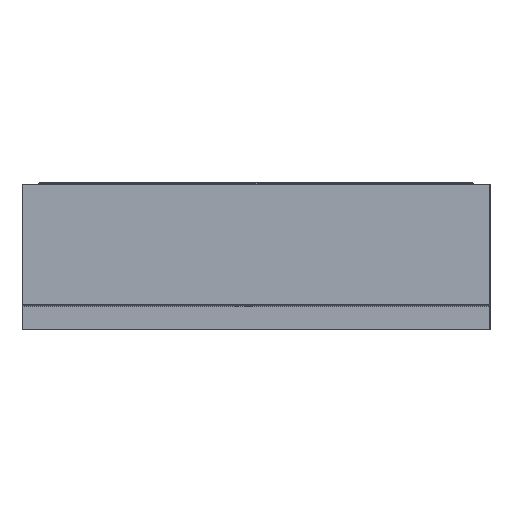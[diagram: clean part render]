
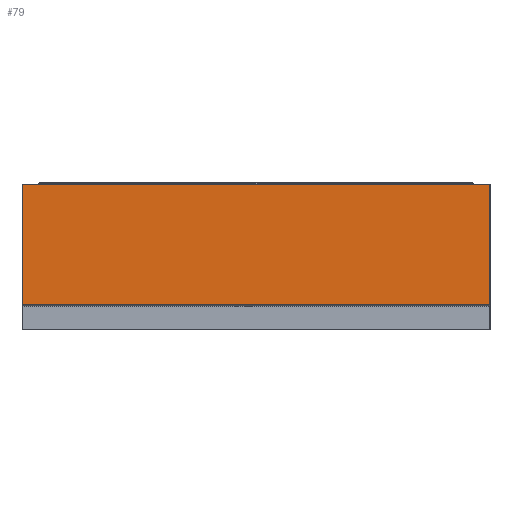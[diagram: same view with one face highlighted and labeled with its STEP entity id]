
A CAD part, top view. The second image highlights one B-rep face of the part: STEP entity #79.
In plain terms, the highlighted planar face has unit normal (0, 0, 1).
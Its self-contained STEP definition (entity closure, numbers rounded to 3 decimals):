
#53 = CARTESIAN_POINT ( 'NONE',  ( -849.5, 438.634, 7.75 ) ) ;
#79 = ADVANCED_FACE ( 'NONE', ( #865 ), #1196, .T. ) ;
#103 = VERTEX_POINT ( 'NONE', #1407 ) ;
#113 = VECTOR ( 'NONE', #1083, 1000. ) ;
#267 = VECTOR ( 'NONE', #341, 1000. ) ;
#280 = VERTEX_POINT ( 'NONE', #53 ) ;
#319 = VECTOR ( 'NONE', #1246, 1000. ) ;
#341 = DIRECTION ( 'NONE',  ( -1., 0., 0. ) ) ;
#377 = VERTEX_POINT ( 'NONE', #1279 ) ;
#410 = DIRECTION ( 'NONE',  ( 1., 0., 0. ) ) ;
#426 = DIRECTION ( 'NONE',  ( 0., 0., 1. ) ) ;
#432 = CARTESIAN_POINT ( 'NONE',  ( -849.5, 5., 7.75 ) ) ;
#451 = DIRECTION ( 'NONE',  ( -0.707, -0.707, 0. ) ) ;
#475 = EDGE_CURVE ( 'NONE', #1511, #1227, #1859, .T. ) ;
#584 = DIRECTION ( 'NONE',  ( 0., -1., 0. ) ) ;
#593 = VECTOR ( 'NONE', #584, 1000. ) ;
#665 = ORIENTED_EDGE ( 'NONE', *, *, #1643, .T. ) ;
#708 = CARTESIAN_POINT ( 'NONE',  ( -850., 5., 7.75 ) ) ;
#712 = CARTESIAN_POINT ( 'NONE',  ( -850., 5., 7.75 ) ) ;
#771 = CARTESIAN_POINT ( 'NONE',  ( 849.5, 438.5, 7.75 ) ) ;
#832 = CARTESIAN_POINT ( 'NONE',  ( 849.5, 5., 7.75 ) ) ;
#845 = AXIS2_PLACEMENT_3D ( 'NONE', #708, #426, #1043 ) ;
#847 = EDGE_LOOP ( 'NONE', ( #1524, #665, #912, #1776, #1015, #1935 ) ) ;
#865 = FACE_OUTER_BOUND ( 'NONE', #847, .T. ) ;
#912 = ORIENTED_EDGE ( 'NONE', *, *, #1054, .T. ) ;
#941 = VECTOR ( 'NONE', #410, 1000. ) ;
#962 = CARTESIAN_POINT ( 'NONE',  ( -850., 442., 7.75 ) ) ;
#1015 = ORIENTED_EDGE ( 'NONE', *, *, #1729, .T. ) ;
#1043 = DIRECTION ( 'NONE',  ( 0., -1., 0. ) ) ;
#1054 = EDGE_CURVE ( 'NONE', #1204, #1511, #1179, .T. ) ;
#1059 = CARTESIAN_POINT ( 'NONE',  ( -849.5, 5., 7.75 ) ) ;
#1069 = CARTESIAN_POINT ( 'NONE',  ( 849.5, 438.634, 7.75 ) ) ;
#1083 = DIRECTION ( 'NONE',  ( -0.707, 0.707, 0. ) ) ;
#1179 = LINE ( 'NONE', #712, #941 ) ;
#1181 = EDGE_CURVE ( 'NONE', #377, #280, #1827, .T. ) ;
#1196 = PLANE ( 'NONE',  #845 ) ;
#1204 = VERTEX_POINT ( 'NONE', #432 ) ;
#1227 = VERTEX_POINT ( 'NONE', #1069 ) ;
#1246 = DIRECTION ( 'NONE',  ( 0., 1., 0. ) ) ;
#1279 = CARTESIAN_POINT ( 'NONE',  ( -846.134, 442., 7.75 ) ) ;
#1349 = EDGE_CURVE ( 'NONE', #103, #377, #1731, .T. ) ;
#1407 = CARTESIAN_POINT ( 'NONE',  ( 846.134, 442., 7.75 ) ) ;
#1511 = VERTEX_POINT ( 'NONE', #832 ) ;
#1524 = ORIENTED_EDGE ( 'NONE', *, *, #1181, .T. ) ;
#1643 = EDGE_CURVE ( 'NONE', #280, #1204, #1818, .T. ) ;
#1653 = LINE ( 'NONE', #1828, #113 ) ;
#1654 = VECTOR ( 'NONE', #451, 1000. ) ;
#1706 = CARTESIAN_POINT ( 'NONE',  ( -849.817, 438.317, 7.75 ) ) ;
#1729 = EDGE_CURVE ( 'NONE', #1227, #103, #1653, .T. ) ;
#1731 = LINE ( 'NONE', #962, #267 ) ;
#1776 = ORIENTED_EDGE ( 'NONE', *, *, #475, .T. ) ;
#1818 = LINE ( 'NONE', #1059, #593 ) ;
#1827 = LINE ( 'NONE', #1706, #1654 ) ;
#1828 = CARTESIAN_POINT ( 'NONE',  ( 845.817, 442.317, 7.75 ) ) ;
#1859 = LINE ( 'NONE', #771, #319 ) ;
#1935 = ORIENTED_EDGE ( 'NONE', *, *, #1349, .T. ) ;
